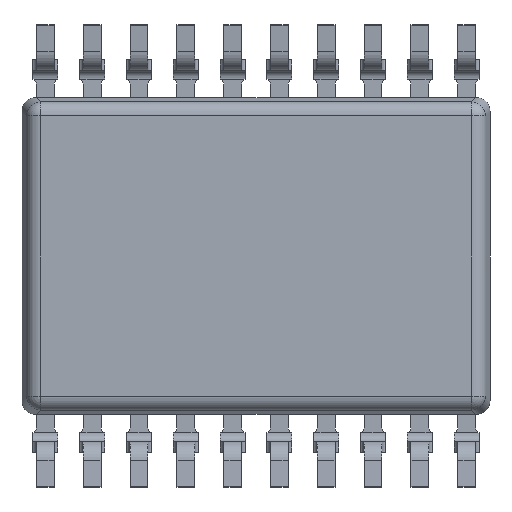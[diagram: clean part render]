
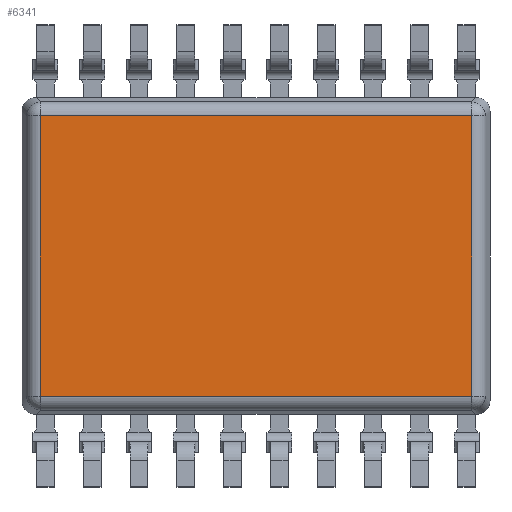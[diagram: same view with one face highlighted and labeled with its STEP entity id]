
A CAD part, front view. The second image highlights one B-rep face of the part: STEP entity #6341.
In plain terms, the highlighted face is planar.
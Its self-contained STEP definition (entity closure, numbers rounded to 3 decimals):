
#63 = LINE ( 'NONE', #15261, #9212 ) ;
#163 = ORIENTED_EDGE ( 'NONE', *, *, #20701, .T. ) ;
#1431 = ORIENTED_EDGE ( 'NONE', *, *, #5750, .T. ) ;
#1506 = CARTESIAN_POINT ( 'NONE',  ( 0.254, 0.375, 0. ) ) ;
#1609 = FACE_OUTER_BOUND ( 'NONE', #21607, .T. ) ;
#1836 = DIRECTION ( 'NONE',  ( 0., 0., 1. ) ) ;
#2032 = DIRECTION ( 'NONE',  ( 1., 0., 0. ) ) ;
#2196 = CARTESIAN_POINT ( 'NONE',  ( 0., 0.375, -4.146 ) ) ;
#3284 = VECTOR ( 'NONE', #17463, 1000. ) ;
#3755 = EDGE_CURVE ( 'NONE', #14520, #20047, #63, .T. ) ;
#4707 = AXIS2_PLACEMENT_3D ( 'NONE', #6908, #8351, #15052 ) ;
#5716 = VECTOR ( 'NONE', #18765, 1000. ) ;
#5750 = EDGE_CURVE ( 'NONE', #5772, #19519, #6960, .T. ) ;
#5772 = VERTEX_POINT ( 'NONE', #17285 ) ;
#6077 = LINE ( 'NONE', #11216, #3284 ) ;
#6341 = ADVANCED_FACE ( 'NONE', ( #1609 ), #10318, .F. ) ;
#6908 = CARTESIAN_POINT ( 'NONE',  ( 0., 0.375, 0. ) ) ;
#6960 = LINE ( 'NONE', #2196, #5716 ) ;
#7133 = CARTESIAN_POINT ( 'NONE',  ( 0.254, 0.375, -0.254 ) ) ;
#8351 = DIRECTION ( 'NONE',  ( 0., -1., 0. ) ) ;
#8355 = CARTESIAN_POINT ( 'NONE',  ( 6.246, 0.375, -0.254 ) ) ;
#8433 = VECTOR ( 'NONE', #1836, 1000. ) ;
#9212 = VECTOR ( 'NONE', #2032, 1000. ) ;
#10318 = PLANE ( 'NONE',  #4707 ) ;
#10985 = ORIENTED_EDGE ( 'NONE', *, *, #19221, .T. ) ;
#11216 = CARTESIAN_POINT ( 'NONE',  ( 6.246, 0.375, 0. ) ) ;
#14520 = VERTEX_POINT ( 'NONE', #7133 ) ;
#15052 = DIRECTION ( 'NONE',  ( 0., 0., -1. ) ) ;
#15261 = CARTESIAN_POINT ( 'NONE',  ( 0., 0.375, -0.254 ) ) ;
#16025 = CARTESIAN_POINT ( 'NONE',  ( 0.254, 0.375, -4.146 ) ) ;
#17285 = CARTESIAN_POINT ( 'NONE',  ( 6.246, 0.375, -4.146 ) ) ;
#17463 = DIRECTION ( 'NONE',  ( 0., 0., -1. ) ) ;
#18765 = DIRECTION ( 'NONE',  ( -1., 0., 0. ) ) ;
#18872 = ORIENTED_EDGE ( 'NONE', *, *, #3755, .T. ) ;
#19221 = EDGE_CURVE ( 'NONE', #20047, #5772, #6077, .T. ) ;
#19519 = VERTEX_POINT ( 'NONE', #16025 ) ;
#20047 = VERTEX_POINT ( 'NONE', #8355 ) ;
#20223 = LINE ( 'NONE', #1506, #8433 ) ;
#20701 = EDGE_CURVE ( 'NONE', #19519, #14520, #20223, .T. ) ;
#21607 = EDGE_LOOP ( 'NONE', ( #10985, #1431, #163, #18872 ) ) ;
